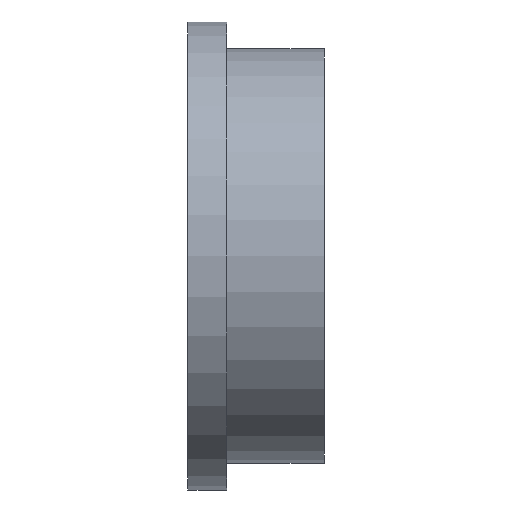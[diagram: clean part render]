
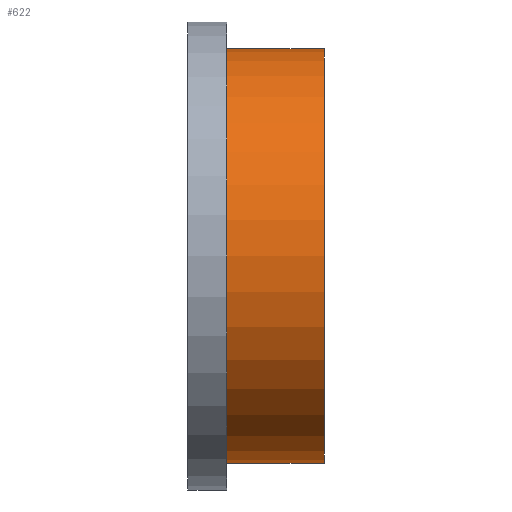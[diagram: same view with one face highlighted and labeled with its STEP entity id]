
A CAD part, left-side view. The second image highlights one B-rep face of the part: STEP entity #622.
In plain terms, the highlighted cylindrical face has radius 4.75 mm (diameter 9.5 mm), a partial arc.
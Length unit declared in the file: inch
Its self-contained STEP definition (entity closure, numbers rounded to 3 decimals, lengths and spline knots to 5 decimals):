
#1 = CIRCLE ( 'NONE', #209, 0.187 ) ;
#50 = CARTESIAN_POINT ( 'NONE',  ( 0., 0.088, 0. ) ) ;
#86 = CARTESIAN_POINT ( 'NONE',  ( 0., 0.088, 0.187 ) ) ;
#88 = DIRECTION ( 'NONE',  ( 0., 0., -1. ) ) ;
#89 = ORIENTED_EDGE ( 'NONE', *, *, #615, .T. ) ;
#100 = DIRECTION ( 'NONE',  ( 0., 0., 1. ) ) ;
#110 = CYLINDRICAL_SURFACE ( 'NONE', #204, 0.187 ) ;
#142 = DIRECTION ( 'NONE',  ( 0., -1., 0. ) ) ;
#174 = CARTESIAN_POINT ( 'NONE',  ( 0., 0.088, 0.187 ) ) ;
#192 = AXIS2_PLACEMENT_3D ( 'NONE', #526, #212, #581 ) ;
#194 = VERTEX_POINT ( 'NONE', #443 ) ;
#204 = AXIS2_PLACEMENT_3D ( 'NONE', #248, #570, #88 ) ;
#209 = AXIS2_PLACEMENT_3D ( 'NONE', #50, #426, #100 ) ;
#212 = DIRECTION ( 'NONE',  ( 0., 1., 0. ) ) ;
#248 = CARTESIAN_POINT ( 'NONE',  ( 0., 0.088, 0. ) ) ;
#267 = CARTESIAN_POINT ( 'NONE',  ( 0., 0.088, -0.187 ) ) ;
#274 = VECTOR ( 'NONE', #142, 39.37008 ) ;
#294 = VECTOR ( 'NONE', #457, 39.37008 ) ;
#353 = EDGE_LOOP ( 'NONE', ( #456, #634, #89, #399 ) ) ;
#395 = CIRCLE ( 'NONE', #192, 0.187 ) ;
#399 = ORIENTED_EDGE ( 'NONE', *, *, #637, .T. ) ;
#406 = FACE_OUTER_BOUND ( 'NONE', #353, .T. ) ;
#426 = DIRECTION ( 'NONE',  ( 0., 1., 0. ) ) ;
#431 = LINE ( 'NONE', #86, #294 ) ;
#443 = CARTESIAN_POINT ( 'NONE',  ( 0., 0., -0.187 ) ) ;
#456 = ORIENTED_EDGE ( 'NONE', *, *, #597, .F. ) ;
#457 = DIRECTION ( 'NONE',  ( 0., -1., 0. ) ) ;
#461 = VERTEX_POINT ( 'NONE', #573 ) ;
#492 = VERTEX_POINT ( 'NONE', #174 ) ;
#506 = CARTESIAN_POINT ( 'NONE',  ( 0., 0.088, -0.187 ) ) ;
#526 = CARTESIAN_POINT ( 'NONE',  ( 0., 0., 0. ) ) ;
#567 = LINE ( 'NONE', #506, #274 ) ;
#570 = DIRECTION ( 'NONE',  ( 0., -1., 0. ) ) ;
#573 = CARTESIAN_POINT ( 'NONE',  ( 0., 0., 0.187 ) ) ;
#576 = VERTEX_POINT ( 'NONE', #267 ) ;
#581 = DIRECTION ( 'NONE',  ( 0., 0., 1. ) ) ;
#597 = EDGE_CURVE ( 'NONE', #492, #461, #431, .T. ) ;
#615 = EDGE_CURVE ( 'NONE', #576, #194, #567, .T. ) ;
#622 = ADVANCED_FACE ( 'NONE', ( #406 ), #110, .T. ) ;
#630 = EDGE_CURVE ( 'NONE', #576, #492, #1, .T. ) ;
#634 = ORIENTED_EDGE ( 'NONE', *, *, #630, .F. ) ;
#637 = EDGE_CURVE ( 'NONE', #194, #461, #395, .T. ) ;
